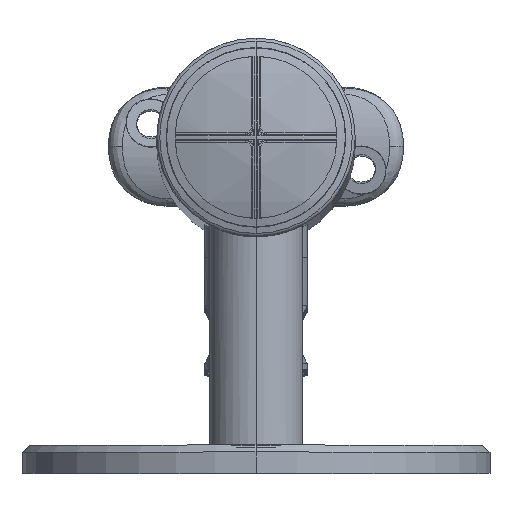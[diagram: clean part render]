
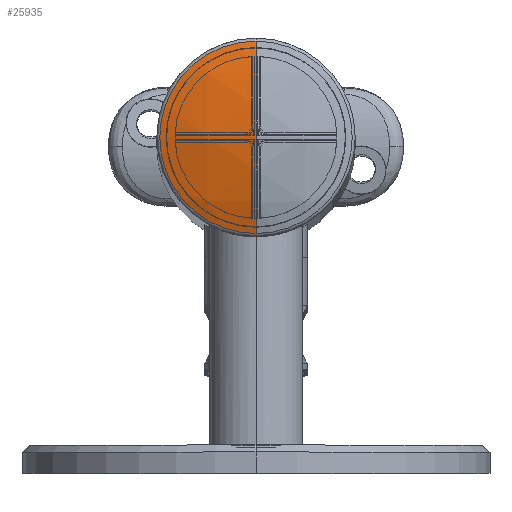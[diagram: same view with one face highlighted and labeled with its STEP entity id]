
A CAD part, top view. The second image highlights one B-rep face of the part: STEP entity #25935.
In plain terms, the highlighted spherical face has radius 58.18 mm.
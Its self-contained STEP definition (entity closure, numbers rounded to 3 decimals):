
#1804 = EDGE_CURVE ( 'NONE', #23483, #16173, #18193, .T. ) ;
#2909 = EDGE_CURVE ( 'NONE', #16173, #4004, #23832, .T. ) ;
#4004 = VERTEX_POINT ( 'NONE', #39359 ) ;
#4184 = EDGE_CURVE ( 'NONE', #23483, #4004, #42007, .T. ) ;
#5415 = CARTESIAN_POINT ( 'NONE',  ( -15.249, 0., 0. ) ) ;
#8754 = CARTESIAN_POINT ( 'NONE',  ( 39.18, 0., 0. ) ) ;
#8893 = EDGE_LOOP ( 'NONE', ( #29374, #29000, #20565 ) ) ;
#10581 = CARTESIAN_POINT ( 'NONE',  ( 39.18, 0., 0. ) ) ;
#13536 = DIRECTION ( 'NONE',  ( 0., 1., 0. ) ) ;
#16173 = VERTEX_POINT ( 'NONE', #30756 ) ;
#16487 = AXIS2_PLACEMENT_3D ( 'NONE', #8754, #22616, #19199 ) ;
#17258 = CARTESIAN_POINT ( 'NONE',  ( -15.249, 20.553, 0. ) ) ;
#18193 = CIRCLE ( 'NONE', #19654, 20.553 ) ;
#19199 = DIRECTION ( 'NONE',  ( 0., 1., 0. ) ) ;
#19654 = AXIS2_PLACEMENT_3D ( 'NONE', #5415, #33803, #20169 ) ;
#20169 = DIRECTION ( 'NONE',  ( 0., 1., 0. ) ) ;
#20565 = ORIENTED_EDGE ( 'NONE', *, *, #4184, .F. ) ;
#20940 = AXIS2_PLACEMENT_3D ( 'NONE', #10581, #34221, #13536 ) ;
#22616 = DIRECTION ( 'NONE',  ( 0., 0., -1. ) ) ;
#23483 = VERTEX_POINT ( 'NONE', #17258 ) ;
#23832 = CIRCLE ( 'NONE', #20940, 58.18 ) ;
#25935 = ADVANCED_FACE ( 'NONE', ( #39870 ), #26242, .T. ) ;
#26242 = SPHERICAL_SURFACE ( 'NONE', #16487, 58.18 ) ;
#29000 = ORIENTED_EDGE ( 'NONE', *, *, #2909, .T. ) ;
#29374 = ORIENTED_EDGE ( 'NONE', *, *, #1804, .T. ) ;
#30756 = CARTESIAN_POINT ( 'NONE',  ( -15.249, -20.553, 0. ) ) ;
#33803 = DIRECTION ( 'NONE',  ( -1., 0., 0. ) ) ;
#34221 = DIRECTION ( 'NONE',  ( 0., 0., -1. ) ) ;
#37073 = DIRECTION ( 'NONE',  ( 1., 0., 0. ) ) ;
#39135 = AXIS2_PLACEMENT_3D ( 'NONE', #43215, #40691, #37073 ) ;
#39359 = CARTESIAN_POINT ( 'NONE',  ( -19., 0., 0. ) ) ;
#39870 = FACE_OUTER_BOUND ( 'NONE', #8893, .T. ) ;
#40691 = DIRECTION ( 'NONE',  ( 0., 0., 1. ) ) ;
#42007 = CIRCLE ( 'NONE', #39135, 58.18 ) ;
#43215 = CARTESIAN_POINT ( 'NONE',  ( 39.18, 0., 0. ) ) ;
